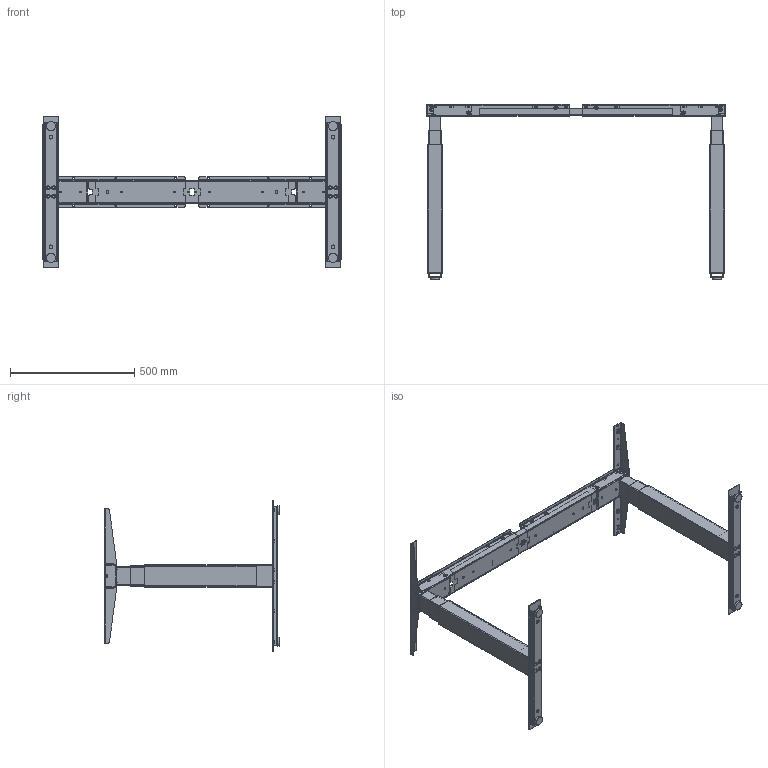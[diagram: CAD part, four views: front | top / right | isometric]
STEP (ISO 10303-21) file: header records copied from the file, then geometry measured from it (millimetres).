
FILE_DESCRIPTION (( 'STEP AP203' ), '1' );
FILE_NAME ('C21113111AxxG_ Classic 2.0 Flex -2022 2c_3S, Fl115.STEP', '2022-09-22T13:35:39', ( '' ), ( '' ), 'SwSTEP 2.0', 'SolidWorks 2021', '' );
FILE_SCHEMA (( 'CONFIG_CONTROL_DESIGN' ));
Length unit declared in the file: millimetre
Products named in the file (1): C21113111AxxG_ Classic 2.0 Flex -2022 2c_3S, Fl115
Bounding box: 1200 x 705 x 610 mm (x, y, z)
Surface area: 2175998.2 mm2 (no closed solid volume)
Topology: 0 solids, 197 shells, 1622 faces, 8054 edges, 6384 vertices
Faces by surface type: plane 804, cylinder 576, cone 84, torus 82, bspline 68, sphere 8
Entity records: 84605 total; most frequent: CARTESIAN_POINT 24429, DIRECTION 12066, ORIENTED_EDGE 10610, EDGE_CURVE 8054, VERTEX_POINT 6384, VECTOR 4820, LINE 4820, AXIS2_PLACEMENT_3D 3623
